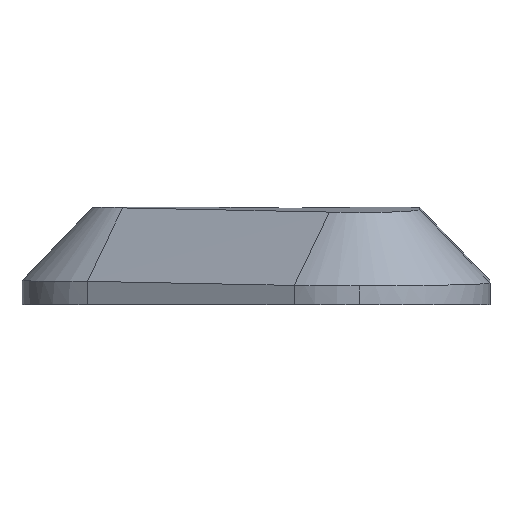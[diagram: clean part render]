
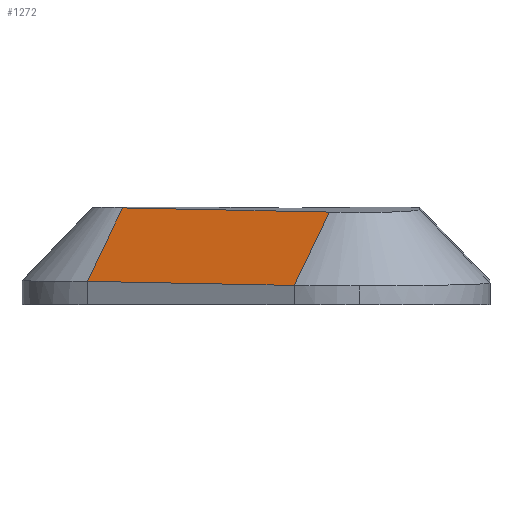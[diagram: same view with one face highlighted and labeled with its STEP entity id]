
A CAD part, left-side view. The second image highlights one B-rep face of the part: STEP entity #1272.
In plain terms, the highlighted free-form (B-spline) face has degree [1, 3] with [2, 4] control points.
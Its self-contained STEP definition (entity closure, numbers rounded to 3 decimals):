
#48 = VERTEX_POINT ( 'NONE', #1117 ) ;
#75 = FACE_OUTER_BOUND ( 'NONE', #1425, .T. ) ;
#138 = CARTESIAN_POINT ( 'NONE',  ( -23.503, -5.202, 12.386 ) ) ;
#238 = EDGE_CURVE ( 'NONE', #1381, #48, #632, .T. ) ;
#275 = CARTESIAN_POINT ( 'NONE',  ( -7.145, 22.51, 12.943 ) ) ;
#328 = CARTESIAN_POINT ( 'NONE',  ( -19.024, 2.386, 12.62 ) ) ;
#382 = VERTEX_POINT ( 'NONE', #1705 ) ;
#415 = ORIENTED_EDGE ( 'NONE', *, *, #238, .F. ) ;
#418 = CARTESIAN_POINT ( 'NONE',  ( -25.825, 8.744, 2.837 ) ) ;
#443 = CARTESIAN_POINT ( 'NONE',  ( -25.826, 8.743, 2.837 ) ) ;
#463 = CARTESIAN_POINT ( 'NONE',  ( -31.155, -0.488, 2.559 ) ) ;
#472 = CARTESIAN_POINT ( 'NONE',  ( -7.145, 22.51, 12.943 ) ) ;
#553 = CARTESIAN_POINT ( 'NONE',  ( -7.145, 22.51, 12.943 ) ) ;
#585 = CARTESIAN_POINT ( 'NONE',  ( -13.571, 11.624, 12.841 ) ) ;
#632 = B_SPLINE_CURVE_WITH_KNOTS ( 'NONE', 3,
 ( #1664, #418, #1563, #1849 ),
 .UNSPECIFIED., .F., .F.,
 ( 4, 4 ),
 ( 0., 1. ),
 .UNSPECIFIED. ) ;
#691 = ORIENTED_EDGE ( 'NONE', *, *, #733, .F. ) ;
#733 = EDGE_CURVE ( 'NONE', #48, #800, #895, .T. ) ;
#765 = EDGE_CURVE ( 'NONE', #800, #382, #1045, .T. ) ;
#800 = VERTEX_POINT ( 'NONE', #472 ) ;
#843 = EDGE_CURVE ( 'NONE', #382, #1381, #1481, .T. ) ;
#895 = B_SPLINE_CURVE_WITH_KNOTS ( 'NONE', 1,
 ( #1109, #553 ),
 .UNSPECIFIED., .F., .F.,
 ( 2, 2 ),
 ( 0., 1. ),
 .UNSPECIFIED. ) ;
#947 = ORIENTED_EDGE ( 'NONE', *, *, #765, .F. ) ;
#967 = ORIENTED_EDGE ( 'NONE', *, *, #843, .F. ) ;
#993 = CARTESIAN_POINT ( 'NONE',  ( -31.155, -0.488, 2.559 ) ) ;
#1007 = CARTESIAN_POINT ( 'NONE',  ( -18.055, 4.028, 12.671 ) ) ;
#1017 = CARTESIAN_POINT ( 'NONE',  ( -31.155, -0.488, 2.559 ) ) ;
#1045 = B_SPLINE_CURVE_WITH_KNOTS ( 'NONE', 3,
 ( #1710, #585, #328, #1452 ),
 .UNSPECIFIED., .F., .F.,
 ( 4, 4 ),
 ( 0., 1. ),
 .UNSPECIFIED. ) ;
#1109 = CARTESIAN_POINT ( 'NONE',  ( -15.155, 27.225, 3.104 ) ) ;
#1117 = CARTESIAN_POINT ( 'NONE',  ( -15.155, 27.225, 3.104 ) ) ;
#1272 = ADVANCED_FACE ( 'NONE', ( #75 ), #1820, .T. ) ;
#1305 = CARTESIAN_POINT ( 'NONE',  ( -15.155, 27.225, 3.104 ) ) ;
#1381 = VERTEX_POINT ( 'NONE', #463 ) ;
#1425 = EDGE_LOOP ( 'NONE', ( #967, #947, #691, #415 ) ) ;
#1451 = CARTESIAN_POINT ( 'NONE',  ( -20.491, 17.983, 3.019 ) ) ;
#1452 = CARTESIAN_POINT ( 'NONE',  ( -23.503, -5.202, 12.386 ) ) ;
#1474 = CARTESIAN_POINT ( 'NONE',  ( -23.503, -5.202, 12.386 ) ) ;
#1481 = B_SPLINE_CURVE_WITH_KNOTS ( 'NONE', 1,
 ( #1474, #1017 ),
 .UNSPECIFIED., .F., .F.,
 ( 2, 2 ),
 ( 0., 1. ),
 .UNSPECIFIED. ) ;
#1563 = CARTESIAN_POINT ( 'NONE',  ( -20.492, 17.982, 3.019 ) ) ;
#1664 = CARTESIAN_POINT ( 'NONE',  ( -31.155, -0.488, 2.559 ) ) ;
#1705 = CARTESIAN_POINT ( 'NONE',  ( -23.503, -5.202, 12.386 ) ) ;
#1710 = CARTESIAN_POINT ( 'NONE',  ( -7.145, 22.51, 12.943 ) ) ;
#1735 = CARTESIAN_POINT ( 'NONE',  ( -12.601, 13.268, 12.857 ) ) ;
#1820 = B_SPLINE_SURFACE_WITH_KNOTS ( 'NONE', 1, 3, ( 
 ( #275, #1735, #1007, #138 ),
 ( #1305, #1451, #443, #993 ) ),
 .UNSPECIFIED., .F., .F., .F.,
 ( 2, 2 ),
 ( 4, 4 ),
 ( 0., 1. ),
 ( 4.728, 4.765 ),
 .UNSPECIFIED. ) ;
#1849 = CARTESIAN_POINT ( 'NONE',  ( -15.155, 27.225, 3.104 ) ) ;
